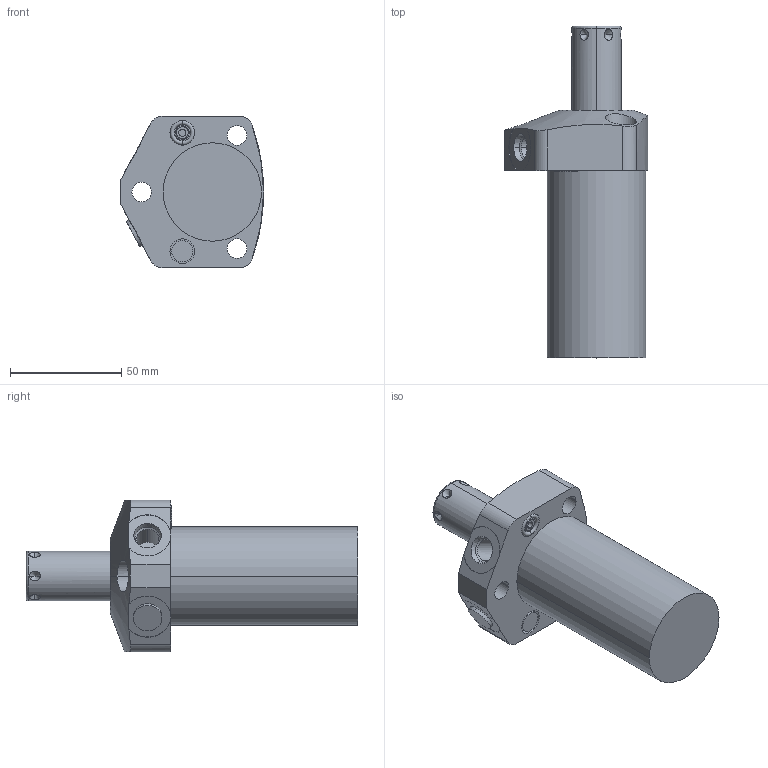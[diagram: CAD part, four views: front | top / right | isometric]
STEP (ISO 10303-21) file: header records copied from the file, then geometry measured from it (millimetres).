
FILE_DESCRIPTION((''),'2;1');
FILE_NAME('ILC14611301R','2013-04-04T',('jdw'),(''),'PRO/ENGINEER BY PARAMETRIC TECHNOLOGY CORPORATION, 2007460','PRO/ENGINEER BY PARAMETRIC TECHNOLOGY CORPORATION, 2007460','');
FILE_SCHEMA(('AUTOMOTIVE_DESIGN_CC2 { 1 2 10303 214 -1 1 5 2 }'));
Length unit declared in the file: inch
Products named in the file (1): ILC14611301R
Bounding box: 64.29 x 149 x 68.22 mm (x, y, z)
Volume: 220774.6 mm3; surface area: 32614.6 mm2
Topology: 1 solids, 4 shells, 123 faces, 281 edges, 173 vertices
Faces by surface type: cylinder 53, cone 32, plane 32, torus 6
Entity records: 4819 total; most frequent: CARTESIAN_POINT 899, DIRECTION 606, ORIENTED_EDGE 530, PRESENTATION_STYLE_ASSIGNMENT 287, STYLED_ITEM 269, CURVE_STYLE 267, EDGE_CURVE 267, AXIS2_PLACEMENT_3D 253
